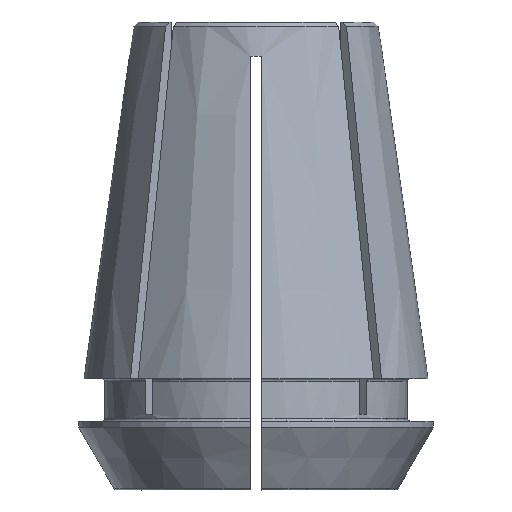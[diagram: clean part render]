
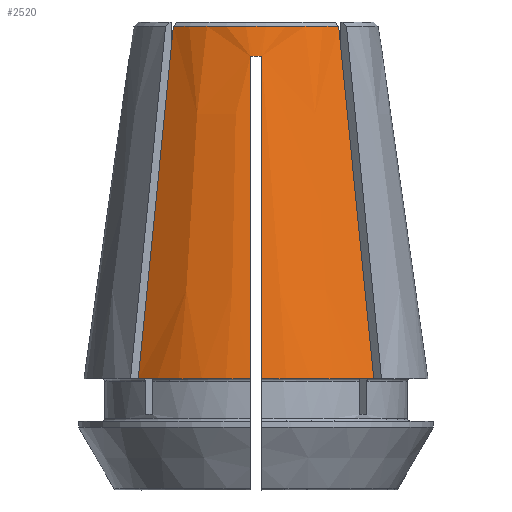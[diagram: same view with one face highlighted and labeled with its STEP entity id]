
A CAD part, front view. The second image highlights one B-rep face of the part: STEP entity #2520.
In plain terms, the highlighted conical face has half-angle 8 degrees and reference radius 8.86 mm.
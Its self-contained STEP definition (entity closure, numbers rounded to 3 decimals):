
#101=B_SPLINE_CURVE_WITH_KNOTS('',3,(#3776,#3777,#3778,#3779,#3780,#3781,
#3782),.UNSPECIFIED.,.F.,.F.,(4,3,4),(0.,0.022,
0.026),.UNSPECIFIED.);
#102=B_SPLINE_CURVE_WITH_KNOTS('',3,(#3786,#3787,#3788,#3789,#3790,#3791,
#3792),.UNSPECIFIED.,.F.,.F.,(4,3,4),(0.,0.016,
0.026),.UNSPECIFIED.);
#103=B_SPLINE_CURVE_WITH_KNOTS('',3,(#3796,#3797,#3798,#3799,#3800,#3801,
#3802,#3803,#3804,#3805),.UNSPECIFIED.,.F.,.F.,(4,3,3,4),(0.014,
0.017,0.034,0.038),.UNSPECIFIED.);
#104=B_SPLINE_CURVE_WITH_KNOTS('',3,(#3809,#3810,#3811,#3812,#3813,#3814,
#3815,#3816,#3817,#3818),.UNSPECIFIED.,.F.,.F.,(4,3,3,4),(0.014,
0.017,0.034,0.038),.UNSPECIFIED.);
#173=CONICAL_SURFACE('',#2682,8.86,0.14);
#590=ORIENTED_EDGE('',*,*,#1405,.T.);
#591=ORIENTED_EDGE('',*,*,#1406,.T.);
#592=ORIENTED_EDGE('',*,*,#1407,.F.);
#593=ORIENTED_EDGE('',*,*,#1408,.T.);
#594=ORIENTED_EDGE('',*,*,#1409,.T.);
#595=ORIENTED_EDGE('',*,*,#1410,.F.);
#596=ORIENTED_EDGE('',*,*,#1411,.F.);
#597=ORIENTED_EDGE('',*,*,#1412,.T.);
#1405=EDGE_CURVE('',#1812,#1813,#2073,.T.);
#1406=EDGE_CURVE('',#1813,#1814,#101,.T.);
#1407=EDGE_CURVE('',#1815,#1814,#2074,.T.);
#1408=EDGE_CURVE('',#1815,#1816,#102,.T.);
#1409=EDGE_CURVE('',#1816,#1817,#2075,.T.);
#1410=EDGE_CURVE('',#1818,#1817,#103,.T.);
#1411=EDGE_CURVE('',#1819,#1818,#2076,.T.);
#1412=EDGE_CURVE('',#1819,#1812,#104,.T.);
#1812=VERTEX_POINT('',#3774);
#1813=VERTEX_POINT('',#3775);
#1814=VERTEX_POINT('',#3783);
#1815=VERTEX_POINT('',#3785);
#1816=VERTEX_POINT('',#3793);
#1817=VERTEX_POINT('',#3795);
#1818=VERTEX_POINT('',#3806);
#1819=VERTEX_POINT('',#3808);
#2073=CIRCLE('',#2683,12.5);
#2074=CIRCLE('',#2684,8.902);
#2075=CIRCLE('',#2685,12.5);
#2076=CIRCLE('',#2686,9.211);
#2216=EDGE_LOOP('',(#590,#591,#592,#593,#594,#595,#596,#597));
#2352=FACE_BOUND('',#2216,.T.);
#2520=ADVANCED_FACE('',(#2352),#173,.T.);
#2682=AXIS2_PLACEMENT_3D('',#3772,#3000,#3001);
#2683=AXIS2_PLACEMENT_3D('',#3773,#3002,#3003);
#2684=AXIS2_PLACEMENT_3D('',#3784,#3004,#3005);
#2685=AXIS2_PLACEMENT_3D('',#3794,#3006,#3007);
#2686=AXIS2_PLACEMENT_3D('',#3807,#3008,#3009);
#3000=DIRECTION('',(0.,0.,-1.));
#3001=DIRECTION('',(-1.,0.,0.));
#3002=DIRECTION('',(0.,0.,1.));
#3003=DIRECTION('',(1.,0.,0.));
#3004=DIRECTION('',(0.,0.,1.));
#3005=DIRECTION('',(1.,0.,0.));
#3006=DIRECTION('',(0.,0.,1.));
#3007=DIRECTION('',(1.,0.,0.));
#3008=DIRECTION('',(0.,0.,-1.));
#3009=DIRECTION('',(-1.,0.,0.));
#3772=CARTESIAN_POINT('',(0.,0.,29.));
#3773=CARTESIAN_POINT('',(0.,0.,3.1));
#3774=CARTESIAN_POINT('',(0.4,-12.494,3.1));
#3775=CARTESIAN_POINT('',(8.551,-9.117,3.1));
#3776=CARTESIAN_POINT('',(8.551,-9.117,3.1));
#3777=CARTESIAN_POINT('',(7.831,-8.397,10.344));
#3778=CARTESIAN_POINT('',(7.111,-7.677,17.588));
#3779=CARTESIAN_POINT('',(6.39,-6.956,24.832));
#3780=CARTESIAN_POINT('',(6.262,-6.828,26.122));
#3781=CARTESIAN_POINT('',(6.134,-6.699,27.413));
#3782=CARTESIAN_POINT('',(6.005,-6.571,28.703));
#3783=CARTESIAN_POINT('',(6.005,-6.571,28.703));
#3784=CARTESIAN_POINT('',(0.,0.,28.703));
#3785=CARTESIAN_POINT('',(-6.005,-6.571,28.703));
#3786=CARTESIAN_POINT('',(-6.005,-6.571,28.703));
#3787=CARTESIAN_POINT('',(-6.518,-7.084,23.544));
#3788=CARTESIAN_POINT('',(-7.031,-7.597,18.386));
#3789=CARTESIAN_POINT('',(-7.544,-8.11,13.227));
#3790=CARTESIAN_POINT('',(-7.88,-8.446,9.851));
#3791=CARTESIAN_POINT('',(-8.216,-8.782,6.476));
#3792=CARTESIAN_POINT('',(-8.551,-9.117,3.1));
#3793=CARTESIAN_POINT('',(-8.551,-9.117,3.1));
#3794=CARTESIAN_POINT('',(0.,0.,3.1));
#3795=CARTESIAN_POINT('',(-0.4,-12.494,3.1));
#3796=CARTESIAN_POINT('',(-0.4,-9.203,26.5));
#3797=CARTESIAN_POINT('',(-0.4,-9.341,25.513));
#3798=CARTESIAN_POINT('',(-0.4,-9.48,24.527));
#3799=CARTESIAN_POINT('',(-0.4,-9.619,23.54));
#3800=CARTESIAN_POINT('',(-0.4,-10.404,17.961));
#3801=CARTESIAN_POINT('',(-0.4,-11.188,12.381));
#3802=CARTESIAN_POINT('',(-0.4,-11.973,6.802));
#3803=CARTESIAN_POINT('',(-0.4,-12.147,5.568));
#3804=CARTESIAN_POINT('',(-0.4,-12.32,4.334));
#3805=CARTESIAN_POINT('',(-0.4,-12.494,3.1));
#3806=CARTESIAN_POINT('',(-0.4,-9.203,26.5));
#3807=CARTESIAN_POINT('',(0.,0.,26.5));
#3808=CARTESIAN_POINT('',(0.4,-9.203,26.5));
#3809=CARTESIAN_POINT('',(0.4,-9.203,26.5));
#3810=CARTESIAN_POINT('',(0.4,-9.341,25.513));
#3811=CARTESIAN_POINT('',(0.4,-9.48,24.527));
#3812=CARTESIAN_POINT('',(0.4,-9.619,23.54));
#3813=CARTESIAN_POINT('',(0.4,-10.404,17.961));
#3814=CARTESIAN_POINT('',(0.4,-11.188,12.381));
#3815=CARTESIAN_POINT('',(0.4,-11.973,6.802));
#3816=CARTESIAN_POINT('',(0.4,-12.147,5.568));
#3817=CARTESIAN_POINT('',(0.4,-12.32,4.334));
#3818=CARTESIAN_POINT('',(0.4,-12.494,3.1));
